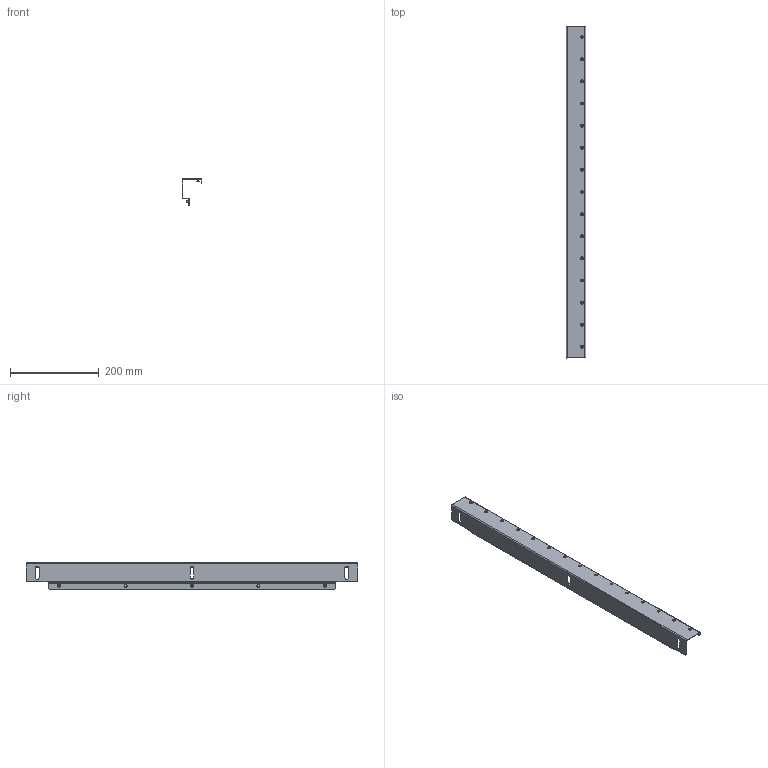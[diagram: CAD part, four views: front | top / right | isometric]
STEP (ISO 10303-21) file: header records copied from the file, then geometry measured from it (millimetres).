
FILE_DESCRIPTION (( 'STEP AP203' ), '1' );
FILE_NAME ('TI-00D-ST-080 TITAN Ñòîéêà âåðò. 800 äëÿ ïàíåëåé ËÃ_ËÌÀ (2øò_êîìïë) IEK.STEP', '2024-02-05T09:09:02', ( '' ), ( '' ), 'SwSTEP 2.0', 'SolidWorks 2022', '' );
FILE_SCHEMA (( 'CONFIG_CONTROL_DESIGN' ));
Length unit declared in the file: millimetre
Products named in the file (3): TI-00D-ST-080 TITAN Стойка верт. 800 для панелей ЛГ_ЛМА (2шт_компл) IEK; КИВА 240.10.01-03_-08 (H800); Заклёпка резьбовая умен бортик_M4 (вытянутая на 1,4 мм)
Assembly tree (21 placements, depth 2):
  TI-00D-ST-080 TITAN Стойка верт. 800 для панелей ЛГ_ЛМА (2шт_компл) IEK
    КИВА 240.10.01-03_-08 (H800)
    Заклёпка резьбовая умен бортик_M4 (вытянутая на 1,4 мм)  x20
Bounding box: 45 x 750 x 60.6 mm (x, y, z)
Volume: 126654.4 mm3; surface area: 186318.5 mm2
Topology: 21 solids, 21 shells, 396 faces, 860 edges, 526 vertices
Faces by surface type: cylinder 223, plane 93, cone 40, torus 40
Entity records: 4455 total; most frequent: DIRECTION 706, CARTESIAN_POINT 609, ORIENTED_EDGE 580, EDGE_CURVE 290, AXIS2_PLACEMENT_3D 281, VERTEX_POINT 184, EDGE_LOOP 160, CIRCLE 146
